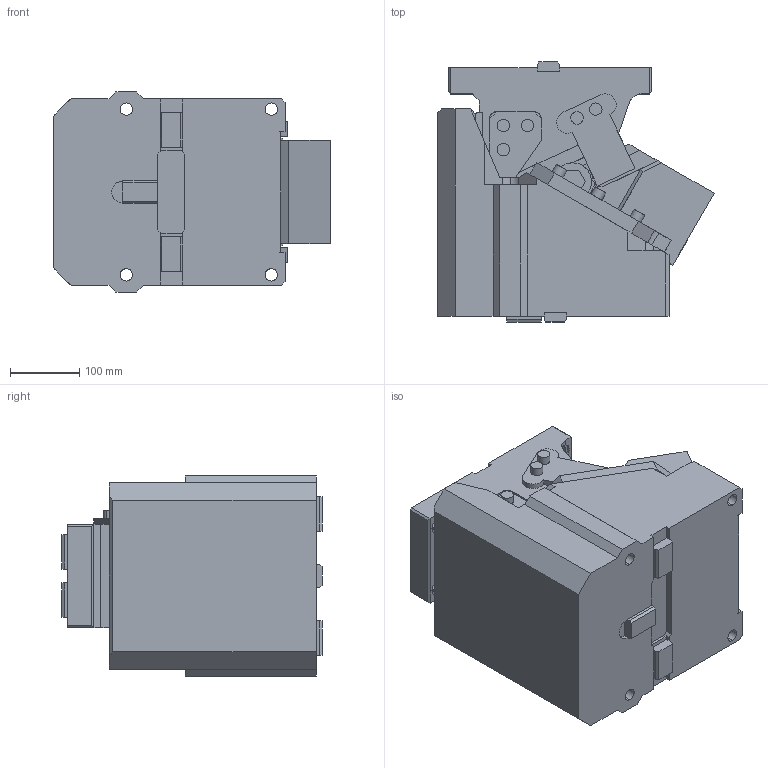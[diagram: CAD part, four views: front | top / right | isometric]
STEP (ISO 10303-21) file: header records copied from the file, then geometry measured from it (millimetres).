
FILE_DESCRIPTION(('CATIA V5 STEP Exchange'),'2;1');
FILE_NAME('CDCP_150_30_60.stp','2016-09-26T10:51:51+00:00',('none'),('none'),'CATIA Version 5 Release 20 GA (IN-10)','CATIA V5 STEP AP203','none');
FILE_SCHEMA(('CONFIG_CONTROL_DESIGN'));
Length unit declared in the file: millimetre
Products named in the file (1): CDCP-150-30-60
Bounding box: 400.35 x 377 x 290 mm (x, y, z)
Volume: 22252410.8 mm3; surface area: 1094902.7 mm2
Topology: 3 solids, 3 shells, 531 faces, 1416 edges, 920 vertices
Faces by surface type: plane 416, cylinder 115
Entity records: 17217 total; most frequent: CARTESIAN_POINT 4213, ORIENTED_EDGE 2832, DIRECTION 2342, EDGE_CURVE 1416, VECTOR 1166, LINE 1166, VERTEX_POINT 920, AXIS2_PLACEMENT_3D 671
